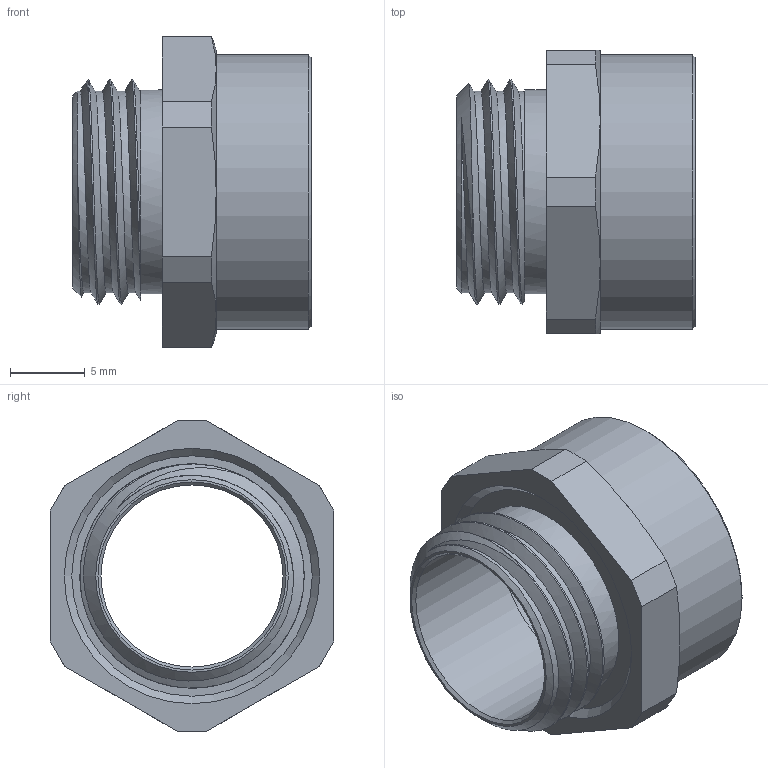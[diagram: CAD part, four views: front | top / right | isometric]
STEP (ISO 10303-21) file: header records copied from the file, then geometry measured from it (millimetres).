
FILE_DESCRIPTION(/* description */ ('Adapter PG 9/ M16x1,5'),/* implementation_level */ '2;1');
FILE_NAME(/* name */ '61070916-RST.stp',/* time_stamp */ '2020-07-28T13:46:39+02:00',/* author */ ('sl'),/* organization */ (''),/* preprocessor_version */ 'ST-DEVELOPER v16.5',/* originating_system */ 'Autodesk Inventor 2017',/* authorisation */ '');
FILE_SCHEMA (('AUTOMOTIVE_DESIGN { 1 0 10303 214 3 1 1 }'));
Length unit declared in the file: millimetre
Products named in the file (1): 61070916
Bounding box: 16 x 19 x 20.81 mm (x, y, z)
Volume: 1332.6 mm3; surface area: 2166.4 mm2
Topology: 1 solids, 1 shells, 46 faces, 110 edges, 70 vertices
Faces by surface type: plane 21, cone 11, cylinder 10, bspline 4
Full cylindrical faces by diameter (mm): 12.2 x1, 13.67 x1, 14.4 x3, 18.4 x1
Entity records: 2450 total; most frequent: CARTESIAN_POINT 1538, ORIENTED_EDGE 176, DIRECTION 176, EDGE_CURVE 88, AXIS2_PLACEMENT_3D 76, VERTEX_POINT 60, EDGE_LOOP 58, FACE_OUTER_BOUND 43
